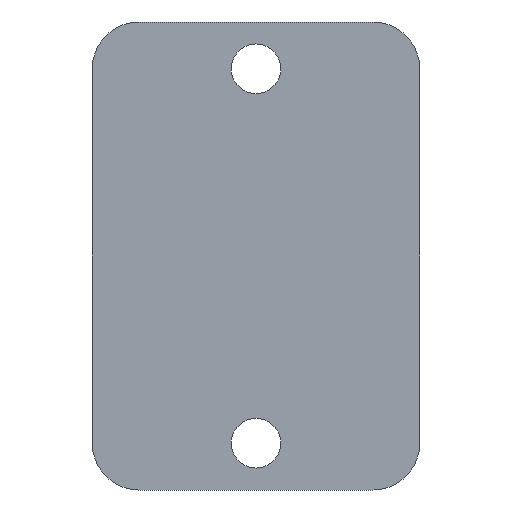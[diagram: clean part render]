
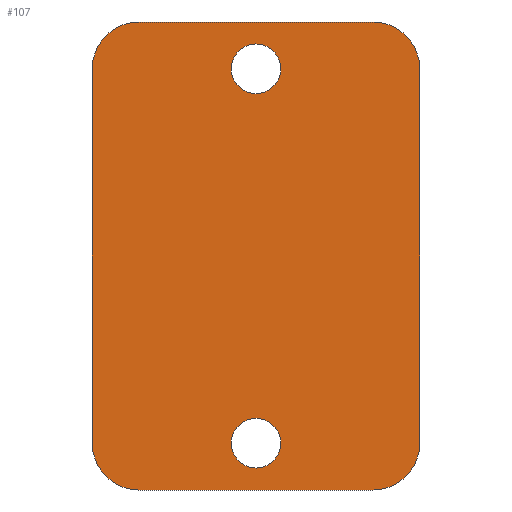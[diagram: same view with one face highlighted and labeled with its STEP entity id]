
A CAD part, front view. The second image highlights one B-rep face of the part: STEP entity #107.
In plain terms, the highlighted planar face has unit normal (0, -1, 0).
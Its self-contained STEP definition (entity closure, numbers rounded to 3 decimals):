
#107 = ADVANCED_FACE( '', ( #240, #241, #242 ), #243, .F. );
#240 = FACE_BOUND( '', #405, .T. );
#241 = FACE_BOUND( '', #406, .T. );
#242 = FACE_OUTER_BOUND( '', #407, .T. );
#243 = PLANE( '', #408 );
#405 = EDGE_LOOP( '', ( #660 ) );
#406 = EDGE_LOOP( '', ( #661 ) );
#407 = EDGE_LOOP( '', ( #662, #663, #664, #665, #666, #667, #668, #669 ) );
#408 = AXIS2_PLACEMENT_3D( '', #670, #671, #672 );
#660 = ORIENTED_EDGE( '', *, *, #1010, .T. );
#661 = ORIENTED_EDGE( '', *, *, #1011, .T. );
#662 = ORIENTED_EDGE( '', *, *, #1012, .F. );
#663 = ORIENTED_EDGE( '', *, *, #932, .F. );
#664 = ORIENTED_EDGE( '', *, *, #977, .F. );
#665 = ORIENTED_EDGE( '', *, *, #1013, .F. );
#666 = ORIENTED_EDGE( '', *, *, #947, .F. );
#667 = ORIENTED_EDGE( '', *, *, #1014, .F. );
#668 = ORIENTED_EDGE( '', *, *, #1015, .F. );
#669 = ORIENTED_EDGE( '', *, *, #952, .F. );
#670 = CARTESIAN_POINT( '', ( -12.5, -5., 20. ) );
#671 = DIRECTION( '', ( 0., 1., 0. ) );
#672 = DIRECTION( '', ( 0., 0., 1. ) );
#932 = EDGE_CURVE( '', #1100, #1102, #1103, .T. );
#947 = EDGE_CURVE( '', #1127, #1129, #1130, .T. );
#952 = EDGE_CURVE( '', #1136, #1138, #1139, .T. );
#977 = EDGE_CURVE( '', #1176, #1100, #1178, .T. );
#1010 = EDGE_CURVE( '', #1232, #1232, #1233, .T. );
#1011 = EDGE_CURVE( '', #1234, #1234, #1235, .T. );
#1012 = EDGE_CURVE( '', #1102, #1136, #1236, .T. );
#1013 = EDGE_CURVE( '', #1129, #1176, #1237, .T. );
#1014 = EDGE_CURVE( '', #1238, #1127, #1239, .T. );
#1015 = EDGE_CURVE( '', #1138, #1238, #1240, .T. );
#1100 = VERTEX_POINT( '', #1345 );
#1102 = VERTEX_POINT( '', #1348 );
#1103 = CIRCLE( '', #1349, 5. );
#1127 = VERTEX_POINT( '', #1381 );
#1129 = VERTEX_POINT( '', #1384 );
#1130 = LINE( '', #1385, #1386 );
#1136 = VERTEX_POINT( '', #1393 );
#1138 = VERTEX_POINT( '', #1396 );
#1139 = CIRCLE( '', #1397, 5. );
#1176 = VERTEX_POINT( '', #1446 );
#1178 = LINE( '', #1449, #1450 );
#1232 = VERTEX_POINT( '', #1521 );
#1233 = CIRCLE( '', #1522, 2.65 );
#1234 = VERTEX_POINT( '', #1523 );
#1235 = CIRCLE( '', #1524, 2.65 );
#1236 = LINE( '', #1525, #1526 );
#1237 = CIRCLE( '', #1527, 5. );
#1238 = VERTEX_POINT( '', #1528 );
#1239 = CIRCLE( '', #1529, 5. );
#1240 = LINE( '', #1530, #1531 );
#1345 = CARTESIAN_POINT( '', ( -12.5, -5., -25. ) );
#1348 = CARTESIAN_POINT( '', ( -17.5, -5., -20. ) );
#1349 = AXIS2_PLACEMENT_3D( '', #1654, #1655, #1656 );
#1381 = CARTESIAN_POINT( '', ( 17.5, -5., 20. ) );
#1384 = CARTESIAN_POINT( '', ( 17.5, -5., -20. ) );
#1385 = CARTESIAN_POINT( '', ( 17.5, -5., 20. ) );
#1386 = VECTOR( '', #1672, 1000. );
#1393 = CARTESIAN_POINT( '', ( -17.5, -5., 20. ) );
#1396 = CARTESIAN_POINT( '', ( -12.5, -5., 25. ) );
#1397 = AXIS2_PLACEMENT_3D( '', #1678, #1679, #1680 );
#1446 = CARTESIAN_POINT( '', ( 12.5, -5., -25. ) );
#1449 = CARTESIAN_POINT( '', ( 12.5, -5., -25. ) );
#1450 = VECTOR( '', #1709, 1000. );
#1521 = CARTESIAN_POINT( '', ( 2.65, -5., 20. ) );
#1522 = AXIS2_PLACEMENT_3D( '', #1754, #1755, #1756 );
#1523 = CARTESIAN_POINT( '', ( 2.65, -5., -20. ) );
#1524 = AXIS2_PLACEMENT_3D( '', #1757, #1758, #1759 );
#1525 = CARTESIAN_POINT( '', ( -17.5, -5., -20. ) );
#1526 = VECTOR( '', #1760, 1000. );
#1527 = AXIS2_PLACEMENT_3D( '', #1761, #1762, #1763 );
#1528 = CARTESIAN_POINT( '', ( 12.5, -5., 25. ) );
#1529 = AXIS2_PLACEMENT_3D( '', #1764, #1765, #1766 );
#1530 = CARTESIAN_POINT( '', ( -12.5, -5., 25. ) );
#1531 = VECTOR( '', #1767, 1000. );
#1654 = CARTESIAN_POINT( '', ( -12.5, -5., -20. ) );
#1655 = DIRECTION( '', ( 0., 1., 0. ) );
#1656 = DIRECTION( '', ( 1., 0., 0. ) );
#1672 = DIRECTION( '', ( 0., 0., -1. ) );
#1678 = CARTESIAN_POINT( '', ( -12.5, -5., 20. ) );
#1679 = DIRECTION( '', ( 0., 1., 0. ) );
#1680 = DIRECTION( '', ( 1., 0., 0. ) );
#1709 = DIRECTION( '', ( -1., 0., 0. ) );
#1754 = CARTESIAN_POINT( '', ( 0., -5., 20. ) );
#1755 = DIRECTION( '', ( 0., 1., 0. ) );
#1756 = DIRECTION( '', ( 1., 0., 0. ) );
#1757 = CARTESIAN_POINT( '', ( 0., -5., -20. ) );
#1758 = DIRECTION( '', ( 0., 1., 0. ) );
#1759 = DIRECTION( '', ( 1., 0., 0. ) );
#1760 = DIRECTION( '', ( 0., 0., 1. ) );
#1761 = CARTESIAN_POINT( '', ( 12.5, -5., -20. ) );
#1762 = DIRECTION( '', ( 0., 1., 0. ) );
#1763 = DIRECTION( '', ( 1., 0., 0. ) );
#1764 = CARTESIAN_POINT( '', ( 12.5, -5., 20. ) );
#1765 = DIRECTION( '', ( 0., 1., 0. ) );
#1766 = DIRECTION( '', ( 1., 0., 0. ) );
#1767 = DIRECTION( '', ( 1., 0., 0. ) );
